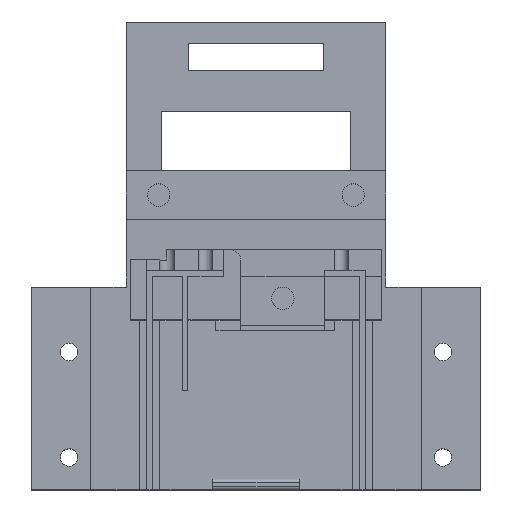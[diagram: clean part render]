
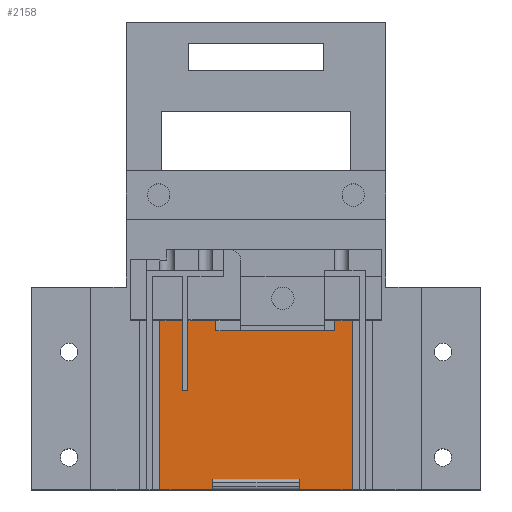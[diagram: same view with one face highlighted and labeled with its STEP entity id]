
A CAD part, top view. The second image highlights one B-rep face of the part: STEP entity #2158.
In plain terms, the highlighted planar face has unit normal (0, 0, 1).
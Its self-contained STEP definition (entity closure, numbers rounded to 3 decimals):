
#189=ORIENTED_EDGE('',*,*,#801,.F.);
#190=ORIENTED_EDGE('',*,*,#802,.F.);
#191=ORIENTED_EDGE('',*,*,#803,.T.);
#192=ORIENTED_EDGE('',*,*,#707,.T.);
#193=ORIENTED_EDGE('',*,*,#804,.T.);
#194=ORIENTED_EDGE('',*,*,#805,.T.);
#195=ORIENTED_EDGE('',*,*,#806,.T.);
#196=ORIENTED_EDGE('',*,*,#703,.T.);
#197=ORIENTED_EDGE('',*,*,#807,.F.);
#198=ORIENTED_EDGE('',*,*,#808,.F.);
#199=ORIENTED_EDGE('',*,*,#809,.F.);
#200=ORIENTED_EDGE('',*,*,#810,.T.);
#201=ORIENTED_EDGE('',*,*,#811,.T.);
#202=ORIENTED_EDGE('',*,*,#812,.F.);
#203=ORIENTED_EDGE('',*,*,#813,.F.);
#204=ORIENTED_EDGE('',*,*,#814,.F.);
#703=EDGE_CURVE('',#1015,#1014,#1227,.T.);
#707=EDGE_CURVE('',#1019,#1018,#1231,.T.);
#801=EDGE_CURVE('',#1102,#1103,#1320,.T.);
#802=EDGE_CURVE('',#1104,#1102,#1321,.T.);
#803=EDGE_CURVE('',#1104,#1019,#1322,.T.);
#804=EDGE_CURVE('',#1018,#1105,#1323,.T.);
#805=EDGE_CURVE('',#1105,#1106,#1324,.T.);
#806=EDGE_CURVE('',#1106,#1015,#1325,.T.);
#807=EDGE_CURVE('',#1107,#1014,#1326,.T.);
#808=EDGE_CURVE('',#1108,#1107,#1327,.T.);
#809=EDGE_CURVE('',#1109,#1108,#1328,.T.);
#810=EDGE_CURVE('',#1109,#1110,#1329,.T.);
#811=EDGE_CURVE('',#1110,#1111,#1330,.T.);
#812=EDGE_CURVE('',#1112,#1111,#1331,.T.);
#813=EDGE_CURVE('',#1113,#1112,#1332,.T.);
#814=EDGE_CURVE('',#1103,#1113,#1333,.T.);
#1014=VERTEX_POINT('',#3016);
#1015=VERTEX_POINT('',#3018);
#1018=VERTEX_POINT('',#3024);
#1019=VERTEX_POINT('',#3026);
#1102=VERTEX_POINT('',#3213);
#1103=VERTEX_POINT('',#3214);
#1104=VERTEX_POINT('',#3216);
#1105=VERTEX_POINT('',#3219);
#1106=VERTEX_POINT('',#3221);
#1107=VERTEX_POINT('',#3224);
#1108=VERTEX_POINT('',#3226);
#1109=VERTEX_POINT('',#3228);
#1110=VERTEX_POINT('',#3230);
#1111=VERTEX_POINT('',#3232);
#1112=VERTEX_POINT('',#3234);
#1113=VERTEX_POINT('',#3236);
#1227=LINE('',#3017,#1507);
#1231=LINE('',#3025,#1511);
#1320=LINE('',#3212,#1600);
#1321=LINE('',#3215,#1601);
#1322=LINE('',#3217,#1602);
#1323=LINE('',#3218,#1603);
#1324=LINE('',#3220,#1604);
#1325=LINE('',#3222,#1605);
#1326=LINE('',#3223,#1606);
#1327=LINE('',#3225,#1607);
#1328=LINE('',#3227,#1608);
#1329=LINE('',#3229,#1609);
#1330=LINE('',#3231,#1610);
#1331=LINE('',#3233,#1611);
#1332=LINE('',#3235,#1612);
#1333=LINE('',#3237,#1613);
#1507=VECTOR('',#2437,1000.);
#1511=VECTOR('',#2441,1000.);
#1600=VECTOR('',#2560,1000.);
#1601=VECTOR('',#2561,1000.);
#1602=VECTOR('',#2562,1000.);
#1603=VECTOR('',#2563,1000.);
#1604=VECTOR('',#2564,1000.);
#1605=VECTOR('',#2565,1000.);
#1606=VECTOR('',#2566,1000.);
#1607=VECTOR('',#2567,1000.);
#1608=VECTOR('',#2568,1000.);
#1609=VECTOR('',#2569,1000.);
#1610=VECTOR('',#2570,1000.);
#1611=VECTOR('',#2571,1000.);
#1612=VECTOR('',#2572,1000.);
#1613=VECTOR('',#2573,1000.);
#1787=EDGE_LOOP('',(#189,#190,#191,#192,#193,#194,#195,#196,#197,#198,#199,
#200,#201,#202,#203,#204));
#1925=FACE_BOUND('',#1787,.T.);
#2062=PLANE('',#2289);
#2158=ADVANCED_FACE('',(#1925),#2062,.T.);
#2289=AXIS2_PLACEMENT_3D('',#3211,#2558,#2559);
#2437=DIRECTION('',(1.,0.,0.));
#2441=DIRECTION('',(1.,0.,0.));
#2558=DIRECTION('',(0.,0.,1.));
#2559=DIRECTION('',(1.,0.,0.));
#2560=DIRECTION('',(0.,-1.,0.));
#2561=DIRECTION('',(1.,0.,0.));
#2562=DIRECTION('',(0.,-1.,0.));
#2563=DIRECTION('',(0.,1.,0.));
#2564=DIRECTION('',(1.,0.,0.));
#2565=DIRECTION('',(0.,-1.,0.));
#2566=DIRECTION('',(0.,-1.,0.));
#2567=DIRECTION('',(1.,0.,0.));
#2568=DIRECTION('',(0.,1.,0.));
#2569=DIRECTION('',(-1.,0.,0.));
#2570=DIRECTION('',(0.,1.,0.));
#2571=DIRECTION('',(1.,0.,0.));
#2572=DIRECTION('',(0.,1.,0.));
#2573=DIRECTION('',(1.,0.,0.));
#3016=CARTESIAN_POINT('',(59.33,0.,4.));
#3017=CARTESIAN_POINT('',(0.,0.,4.));
#3018=CARTESIAN_POINT('',(49.549,0.,4.));
#3024=CARTESIAN_POINT('',(33.549,0.,4.));
#3025=CARTESIAN_POINT('',(0.,0.,4.));
#3026=CARTESIAN_POINT('',(23.77,0.,4.));
#3211=CARTESIAN_POINT('',(0.,0.,4.));
#3212=CARTESIAN_POINT('',(27.97,31.4,4.));
#3213=CARTESIAN_POINT('',(27.97,31.4,4.));
#3214=CARTESIAN_POINT('',(27.97,18.4,4.));
#3215=CARTESIAN_POINT('',(27.97,31.4,4.));
#3216=CARTESIAN_POINT('',(23.77,31.4,4.));
#3217=CARTESIAN_POINT('',(23.77,31.4,4.));
#3218=CARTESIAN_POINT('',(33.549,2.,4.));
#3219=CARTESIAN_POINT('',(33.549,2.,4.));
#3220=CARTESIAN_POINT('',(33.549,2.,4.));
#3221=CARTESIAN_POINT('',(49.549,2.,4.));
#3222=CARTESIAN_POINT('',(49.549,2.,4.));
#3223=CARTESIAN_POINT('',(59.33,31.4,4.));
#3224=CARTESIAN_POINT('',(59.33,31.4,4.));
#3225=CARTESIAN_POINT('',(28.97,31.4,4.));
#3226=CARTESIAN_POINT('',(56.13,31.4,4.));
#3227=CARTESIAN_POINT('',(56.13,29.4,4.));
#3228=CARTESIAN_POINT('',(56.13,29.4,4.));
#3229=CARTESIAN_POINT('',(56.13,29.4,4.));
#3230=CARTESIAN_POINT('',(34.13,29.4,4.));
#3231=CARTESIAN_POINT('',(34.13,29.4,4.));
#3232=CARTESIAN_POINT('',(34.13,31.4,4.));
#3233=CARTESIAN_POINT('',(28.97,31.4,4.));
#3234=CARTESIAN_POINT('',(28.97,31.4,4.));
#3235=CARTESIAN_POINT('',(28.97,18.4,4.));
#3236=CARTESIAN_POINT('',(28.97,18.4,4.));
#3237=CARTESIAN_POINT('',(27.97,18.4,4.));
